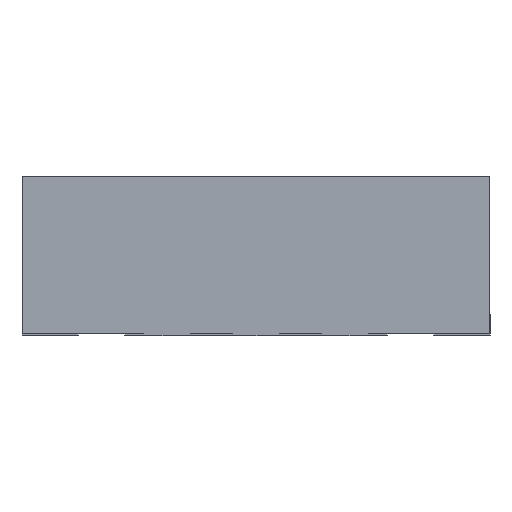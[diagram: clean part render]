
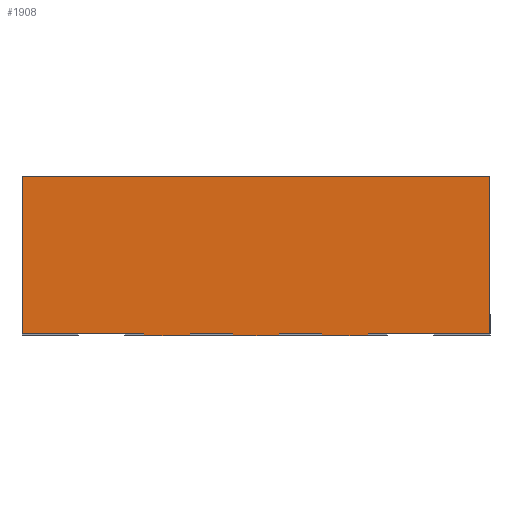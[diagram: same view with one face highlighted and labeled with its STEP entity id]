
A CAD part, left-side view. The second image highlights one B-rep face of the part: STEP entity #1908.
In plain terms, the highlighted planar face has unit normal (-1, 0, 0).
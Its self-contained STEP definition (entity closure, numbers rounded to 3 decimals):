
#33 = LINE ( 'NONE', #34, #5636 ) ;
#34 = CARTESIAN_POINT ( 'NONE',  ( -1.6, 0.35, -0.43 ) ) ;
#35 = DIRECTION ( 'NONE',  ( 0., 0., 1. ) ) ;
#233 = VECTOR ( 'NONE', #5161, 1000. ) ;
#284 = VERTEX_POINT ( 'NONE', #6182 ) ;
#286 = ORIENTED_EDGE ( 'NONE', *, *, #1667, .F. ) ;
#290 = VERTEX_POINT ( 'NONE', #6175 ) ;
#297 = VERTEX_POINT ( 'NONE', #5410 ) ;
#300 = VERTEX_POINT ( 'NONE', #5403 ) ;
#301 = VERTEX_POINT ( 'NONE', #5411 ) ;
#307 = ORIENTED_EDGE ( 'NONE', *, *, #1797, .F. ) ;
#310 = VERTEX_POINT ( 'NONE', #5400 ) ;
#311 = ORIENTED_EDGE ( 'NONE', *, *, #5546, .T. ) ;
#327 = VERTEX_POINT ( 'NONE', #5393 ) ;
#330 = VERTEX_POINT ( 'NONE', #5399 ) ;
#332 = VERTEX_POINT ( 'NONE', #5423 ) ;
#334 = VERTEX_POINT ( 'NONE', #1493 ) ;
#340 = ORIENTED_EDGE ( 'NONE', *, *, #2151, .F. ) ;
#341 = VERTEX_POINT ( 'NONE', #1492 ) ;
#342 = ORIENTED_EDGE ( 'NONE', *, *, #1892, .T. ) ;
#349 = VERTEX_POINT ( 'NONE', #1494 ) ;
#352 = ORIENTED_EDGE ( 'NONE', *, *, #5605, .T. ) ;
#353 = ORIENTED_EDGE ( 'NONE', *, *, #1642, .F. ) ;
#355 = ORIENTED_EDGE ( 'NONE', *, *, #1999, .T. ) ;
#356 = ORIENTED_EDGE ( 'NONE', *, *, #5564, .T. ) ;
#584 = LINE ( 'NONE', #585, #798 ) ;
#585 = CARTESIAN_POINT ( 'NONE',  ( -1.6, 0.6, -0.43 ) ) ;
#586 = DIRECTION ( 'NONE',  ( 0., 0., 1. ) ) ;
#798 = VECTOR ( 'NONE', #586, 1000. ) ;
#839 = VECTOR ( 'NONE', #3197, 1000. ) ;
#927 = AXIS2_PLACEMENT_3D ( 'NONE', #954, #955, #956 ) ;
#944 = PLANE ( 'NONE',  #927 ) ;
#954 = CARTESIAN_POINT ( 'NONE',  ( -1.6, 1.25, 0.42 ) ) ;
#955 = DIRECTION ( 'NONE',  ( 1., 0., 0. ) ) ;
#956 = DIRECTION ( 'NONE',  ( 0., 0., -1. ) ) ;
#967 = LINE ( 'NONE', #968, #4610 ) ;
#968 = CARTESIAN_POINT ( 'NONE',  ( -1.6, -0.35, -0.43 ) ) ;
#969 = DIRECTION ( 'NONE',  ( 0., 0., 1. ) ) ;
#1479 = VECTOR ( 'NONE', #3345, 1000. ) ;
#1492 = CARTESIAN_POINT ( 'NONE',  ( -1.6, 0.6, -0.42 ) ) ;
#1493 = CARTESIAN_POINT ( 'NONE',  ( -1.6, -0.35, -0.42 ) ) ;
#1494 = CARTESIAN_POINT ( 'NONE',  ( -1.6, -0.6, -0.42 ) ) ;
#1642 = EDGE_CURVE ( 'NONE', #327, #300, #3195, .T. ) ;
#1667 = EDGE_CURVE ( 'NONE', #301, #330, #3343, .T. ) ;
#1797 = EDGE_CURVE ( 'NONE', #330, #341, #584, .T. ) ;
#1892 = EDGE_CURVE ( 'NONE', #6806, #310, #6001, .T. ) ;
#1893 = EDGE_CURVE ( 'NONE', #290, #349, #6004, .T. ) ;
#1895 = EDGE_CURVE ( 'NONE', #6808, #6796, #6007, .T. ) ;
#1896 = EDGE_CURVE ( 'NONE', #290, #6681, #6010, .T. ) ;
#1898 = EDGE_CURVE ( 'NONE', #284, #6808, #6016, .T. ) ;
#1900 = EDGE_CURVE ( 'NONE', #284, #332, #6031, .T. ) ;
#1908 = ADVANCED_FACE ( 'NONE', ( #6836 ), #944, .F. ) ;
#1912 = EDGE_CURVE ( 'NONE', #6681, #334, #967, .T. ) ;
#1999 = EDGE_CURVE ( 'NONE', #301, #297, #33, .T. ) ;
#2151 = EDGE_CURVE ( 'NONE', #6806, #327, #5159, .T. ) ;
#3082 = VECTOR ( 'NONE', #8254, 1000. ) ;
#3195 = LINE ( 'NONE', #3196, #839 ) ;
#3196 = CARTESIAN_POINT ( 'NONE',  ( -1.6, 0.125, -0.43 ) ) ;
#3197 = DIRECTION ( 'NONE',  ( 0., 0., 1. ) ) ;
#3343 = LINE ( 'NONE', #3344, #1479 ) ;
#3344 = CARTESIAN_POINT ( 'NONE',  ( -1.6, 0.6, -0.43 ) ) ;
#3345 = DIRECTION ( 'NONE',  ( 0., 1., 0. ) ) ;
#3462 = LINE ( 'NONE', #3463, #4733 ) ;
#3463 = CARTESIAN_POINT ( 'NONE',  ( -1.6, 1.25, -0.42 ) ) ;
#3464 = DIRECTION ( 'NONE',  ( 0., -1., 0. ) ) ;
#3637 = EDGE_LOOP ( 'NONE', ( #356, #307, #286, #355, #311, #353, #340, #342, #352, #6708, #6707, #6693, #6752, #6682, #6754, #6712 ) ) ;
#4437 = CARTESIAN_POINT ( 'NONE',  ( -1.6, -0.35, -0.43 ) ) ;
#4442 = CARTESIAN_POINT ( 'NONE',  ( -1.6, -1.25, -0.42 ) ) ;
#4452 = CARTESIAN_POINT ( 'NONE',  ( -1.6, -0.125, -0.43 ) ) ;
#4454 = CARTESIAN_POINT ( 'NONE',  ( -1.6, -1.25, 0.42 ) ) ;
#4610 = VECTOR ( 'NONE', #969, 1000. ) ;
#4733 = VECTOR ( 'NONE', #3464, 1000. ) ;
#5159 = LINE ( 'NONE', #5160, #233 ) ;
#5160 = CARTESIAN_POINT ( 'NONE',  ( -1.6, 0.125, -0.43 ) ) ;
#5161 = DIRECTION ( 'NONE',  ( 0., 1., 0. ) ) ;
#5312 = VECTOR ( 'NONE', #8589, 1000. ) ;
#5335 = VECTOR ( 'NONE', #8722, 1000. ) ;
#5393 = CARTESIAN_POINT ( 'NONE',  ( -1.6, 0.125, -0.43 ) ) ;
#5399 = CARTESIAN_POINT ( 'NONE',  ( -1.6, 0.6, -0.43 ) ) ;
#5400 = CARTESIAN_POINT ( 'NONE',  ( -1.6, -0.125, -0.42 ) ) ;
#5403 = CARTESIAN_POINT ( 'NONE',  ( -1.6, 0.125, -0.42 ) ) ;
#5410 = CARTESIAN_POINT ( 'NONE',  ( -1.6, 0.35, -0.42 ) ) ;
#5411 = CARTESIAN_POINT ( 'NONE',  ( -1.6, 0.35, -0.43 ) ) ;
#5423 = CARTESIAN_POINT ( 'NONE',  ( -1.6, 1.25, -0.42 ) ) ;
#5546 = EDGE_CURVE ( 'NONE', #297, #300, #3462, .T. ) ;
#5556 = EDGE_CURVE ( 'NONE', #349, #6796, #8587, .T. ) ;
#5564 = EDGE_CURVE ( 'NONE', #332, #341, #8720, .T. ) ;
#5605 = EDGE_CURVE ( 'NONE', #310, #334, #8252, .T. ) ;
#5636 = VECTOR ( 'NONE', #35, 1000. ) ;
#6001 = LINE ( 'NONE', #6002, #6190 ) ;
#6002 = CARTESIAN_POINT ( 'NONE',  ( -1.6, -0.125, -0.43 ) ) ;
#6003 = DIRECTION ( 'NONE',  ( 0., 0., 1. ) ) ;
#6004 = LINE ( 'NONE', #6005, #6193 ) ;
#6005 = CARTESIAN_POINT ( 'NONE',  ( -1.6, -0.6, -0.43 ) ) ;
#6006 = DIRECTION ( 'NONE',  ( 0., 0., 1. ) ) ;
#6007 = LINE ( 'NONE', #6008, #6189 ) ;
#6008 = CARTESIAN_POINT ( 'NONE',  ( -1.6, -1.25, 0.42 ) ) ;
#6009 = DIRECTION ( 'NONE',  ( 0., 0., -1. ) ) ;
#6010 = LINE ( 'NONE', #6011, #6194 ) ;
#6011 = CARTESIAN_POINT ( 'NONE',  ( -1.6, -0.6, -0.43 ) ) ;
#6012 = DIRECTION ( 'NONE',  ( 0., 1., 0. ) ) ;
#6016 = LINE ( 'NONE', #6017, #6822 ) ;
#6017 = CARTESIAN_POINT ( 'NONE',  ( -1.6, 1.25, 0.42 ) ) ;
#6018 = DIRECTION ( 'NONE',  ( 0., -1., 0. ) ) ;
#6031 = LINE ( 'NONE', #6032, #6828 ) ;
#6032 = CARTESIAN_POINT ( 'NONE',  ( -1.6, 1.25, 0.42 ) ) ;
#6033 = DIRECTION ( 'NONE',  ( 0., 0., -1. ) ) ;
#6175 = CARTESIAN_POINT ( 'NONE',  ( -1.6, -0.6, -0.43 ) ) ;
#6182 = CARTESIAN_POINT ( 'NONE',  ( -1.6, 1.25, 0.42 ) ) ;
#6189 = VECTOR ( 'NONE', #6009, 1000. ) ;
#6190 = VECTOR ( 'NONE', #6003, 1000. ) ;
#6193 = VECTOR ( 'NONE', #6006, 1000. ) ;
#6194 = VECTOR ( 'NONE', #6012, 1000. ) ;
#6681 = VERTEX_POINT ( 'NONE', #4437 ) ;
#6682 = ORIENTED_EDGE ( 'NONE', *, *, #1895, .F. ) ;
#6693 = ORIENTED_EDGE ( 'NONE', *, *, #1893, .T. ) ;
#6707 = ORIENTED_EDGE ( 'NONE', *, *, #1896, .F. ) ;
#6708 = ORIENTED_EDGE ( 'NONE', *, *, #1912, .F. ) ;
#6712 = ORIENTED_EDGE ( 'NONE', *, *, #1900, .T. ) ;
#6752 = ORIENTED_EDGE ( 'NONE', *, *, #5556, .T. ) ;
#6754 = ORIENTED_EDGE ( 'NONE', *, *, #1898, .F. ) ;
#6796 = VERTEX_POINT ( 'NONE', #4442 ) ;
#6806 = VERTEX_POINT ( 'NONE', #4452 ) ;
#6808 = VERTEX_POINT ( 'NONE', #4454 ) ;
#6822 = VECTOR ( 'NONE', #6018, 1000. ) ;
#6828 = VECTOR ( 'NONE', #6033, 1000. ) ;
#6836 = FACE_OUTER_BOUND ( 'NONE', #3637, .T. ) ;
#8252 = LINE ( 'NONE', #8253, #3082 ) ;
#8253 = CARTESIAN_POINT ( 'NONE',  ( -1.6, 1.25, -0.42 ) ) ;
#8254 = DIRECTION ( 'NONE',  ( 0., -1., 0. ) ) ;
#8587 = LINE ( 'NONE', #8588, #5312 ) ;
#8588 = CARTESIAN_POINT ( 'NONE',  ( -1.6, 1.25, -0.42 ) ) ;
#8589 = DIRECTION ( 'NONE',  ( 0., -1., 0. ) ) ;
#8720 = LINE ( 'NONE', #8721, #5335 ) ;
#8721 = CARTESIAN_POINT ( 'NONE',  ( -1.6, 1.25, -0.42 ) ) ;
#8722 = DIRECTION ( 'NONE',  ( 0., -1., 0. ) ) ;
